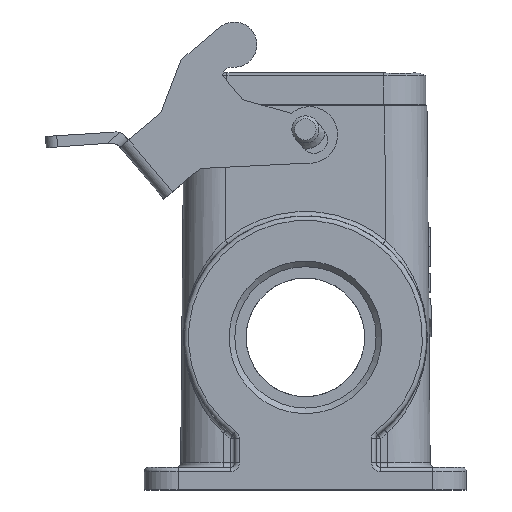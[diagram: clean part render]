
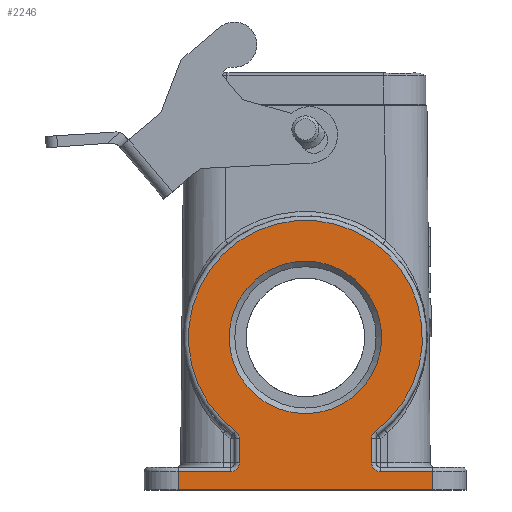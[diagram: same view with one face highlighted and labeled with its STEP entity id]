
A CAD part, left-side view. The second image highlights one B-rep face of the part: STEP entity #2246.
In plain terms, the highlighted planar face has unit normal (-1, 0, 0).
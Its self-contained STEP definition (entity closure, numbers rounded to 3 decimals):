
#2127=CARTESIAN_POINT('',(-41.,-28.5,-58.25));
#2128=DIRECTION('',(1.0,0.0,0.0));
#2129=DIRECTION('',(0.0,0.0,-1.0));
#2130=AXIS2_PLACEMENT_3D('',#2127,#2128,#2129);
#2131=PLANE('',#2130);
#2132=CARTESIAN_POINT('',(-41.,13.3,-59.05));
#2133=VERTEX_POINT('',#2132);
#2134=CARTESIAN_POINT('',(-41.,11.7,-57.45));
#2135=VERTEX_POINT('',#2134);
#2136=CARTESIAN_POINT('',(-41.,13.3,-57.45));
#2137=DIRECTION('',(-1.0,0.0,0.0));
#2138=DIRECTION('',(0.0,0.0,-1.0));
#2139=AXIS2_PLACEMENT_3D('',#2136,#2137,#2138);
#2140=CIRCLE('',#2139,1.6);
#2141=EDGE_CURVE('',#2133,#2135,#2140,.T.);
#2142=ORIENTED_EDGE('',*,*,#2141,.F.);
#2143=CARTESIAN_POINT('',(-41.,22.5,-59.05));
#2144=VERTEX_POINT('',#2143);
#2145=CARTESIAN_POINT('',(-41.,13.3,-59.05));
#2146=DIRECTION('',(0.0,1.0,0.0));
#2147=VECTOR('',#2146,9.2);
#2148=LINE('',#2145,#2147);
#2149=EDGE_CURVE('',#2133,#2144,#2148,.T.);
#2150=ORIENTED_EDGE('',*,*,#2149,.T.);
#2151=CARTESIAN_POINT('',(-41.,22.5,-62.25));
#2152=VERTEX_POINT('',#2151);
#2153=CARTESIAN_POINT('',(-41.,22.5,-59.05));
#2154=DIRECTION('',(0.0,0.0,-1.0));
#2155=VECTOR('',#2154,3.2);
#2156=LINE('',#2153,#2155);
#2157=EDGE_CURVE('',#2144,#2152,#2156,.T.);
#2158=ORIENTED_EDGE('',*,*,#2157,.T.);
#2159=CARTESIAN_POINT('',(-41.,-22.5,-62.25));
#2160=VERTEX_POINT('',#2159);
#2161=CARTESIAN_POINT('',(-41.,-22.5,-62.25));
#2162=DIRECTION('',(0.0,1.0,0.0));
#2163=VECTOR('',#2162,45.0);
#2164=LINE('',#2161,#2163);
#2165=EDGE_CURVE('',#2160,#2152,#2164,.T.);
#2166=ORIENTED_EDGE('',*,*,#2165,.F.);
#2167=CARTESIAN_POINT('',(-41.,-22.5,-59.05));
#2168=VERTEX_POINT('',#2167);
#2169=CARTESIAN_POINT('',(-41.,-22.5,-62.25));
#2170=DIRECTION('',(0.0,0.0,1.0));
#2171=VECTOR('',#2170,3.2);
#2172=LINE('',#2169,#2171);
#2173=EDGE_CURVE('',#2160,#2168,#2172,.T.);
#2174=ORIENTED_EDGE('',*,*,#2173,.T.);
#2175=CARTESIAN_POINT('',(-41.,-13.3,-59.05));
#2176=VERTEX_POINT('',#2175);
#2177=CARTESIAN_POINT('',(-41.,-22.5,-59.05));
#2178=DIRECTION('',(0.0,1.0,0.0));
#2179=VECTOR('',#2178,9.2);
#2180=LINE('',#2177,#2179);
#2181=EDGE_CURVE('',#2168,#2176,#2180,.T.);
#2182=ORIENTED_EDGE('',*,*,#2181,.T.);
#2183=CARTESIAN_POINT('',(-41.,-11.7,-57.45));
#2184=VERTEX_POINT('',#2183);
#2185=CARTESIAN_POINT('',(-41.,-13.3,-57.45));
#2186=DIRECTION('',(1.0,0.0,0.0));
#2187=DIRECTION('',(0.0,0.0,-1.0));
#2188=AXIS2_PLACEMENT_3D('',#2185,#2186,#2187);
#2189=CIRCLE('',#2188,1.6);
#2190=EDGE_CURVE('',#2176,#2184,#2189,.T.);
#2191=ORIENTED_EDGE('',*,*,#2190,.T.);
#2192=CARTESIAN_POINT('',(-41.,-11.7,-53.15));
#2193=VERTEX_POINT('',#2192);
#2194=CARTESIAN_POINT('',(-41.,-11.7,-57.45));
#2195=DIRECTION('',(0.0,0.0,1.0));
#2196=VECTOR('',#2195,4.3);
#2197=LINE('',#2194,#2196);
#2198=EDGE_CURVE('',#2184,#2193,#2197,.T.);
#2199=ORIENTED_EDGE('',*,*,#2198,.T.);
#2200=CARTESIAN_POINT('',(-41.,-12.346,-51.865));
#2201=VERTEX_POINT('',#2200);
#2202=CARTESIAN_POINT('',(-41.,-13.3,-53.15));
#2203=DIRECTION('',(-1.0,0.0,0.0));
#2204=DIRECTION('',(0.0,0.0,-1.0));
#2205=AXIS2_PLACEMENT_3D('',#2202,#2203,#2204);
#2206=CIRCLE('',#2205,1.6);
#2207=EDGE_CURVE('',#2201,#2193,#2206,.T.);
#2208=ORIENTED_EDGE('',*,*,#2207,.F.);
#2209=CARTESIAN_POINT('',(-41.,12.346,-51.865));
#2210=VERTEX_POINT('',#2209);
#2211=CARTESIAN_POINT('',(-41.,0.0,-35.25));
#2212=DIRECTION('',(-1.0,0.0,0.0));
#2213=DIRECTION('',(0.0,0.0,-1.0));
#2214=AXIS2_PLACEMENT_3D('',#2211,#2212,#2213);
#2215=CIRCLE('',#2214,20.7);
#2216=EDGE_CURVE('',#2201,#2210,#2215,.T.);
#2217=ORIENTED_EDGE('',*,*,#2216,.T.);
#2218=CARTESIAN_POINT('',(-41.,11.7,-53.15));
#2219=VERTEX_POINT('',#2218);
#2220=CARTESIAN_POINT('',(-41.,13.3,-53.15));
#2221=DIRECTION('',(-1.0,0.0,0.0));
#2222=DIRECTION('',(0.0,0.0,-1.0));
#2223=AXIS2_PLACEMENT_3D('',#2220,#2221,#2222);
#2224=CIRCLE('',#2223,1.6);
#2225=EDGE_CURVE('',#2219,#2210,#2224,.T.);
#2226=ORIENTED_EDGE('',*,*,#2225,.F.);
#2227=CARTESIAN_POINT('',(-41.,11.7,-57.45));
#2228=DIRECTION('',(0.0,0.0,1.0));
#2229=VECTOR('',#2228,4.3);
#2230=LINE('',#2227,#2229);
#2231=EDGE_CURVE('',#2135,#2219,#2230,.T.);
#2232=ORIENTED_EDGE('',*,*,#2231,.F.);
#2233=EDGE_LOOP('',(#2142,#2150,#2158,#2166,#2174,#2182,#2191,#2199,#2208,#2217,#2226,#2232));
#2234=FACE_OUTER_BOUND('',#2233,.T.);
#2235=CARTESIAN_POINT('',(-41.,0.0,-48.75));
#2236=VERTEX_POINT('',#2235);
#2237=CARTESIAN_POINT('',(-41.,0.0,-35.25));
#2238=DIRECTION('',(1.0,0.0,0.0));
#2239=DIRECTION('',(0.0,0.0,-1.0));
#2240=AXIS2_PLACEMENT_3D('',#2237,#2238,#2239);
#2241=CIRCLE('',#2240,13.5);
#2242=EDGE_CURVE('',#2236,#2236,#2241,.T.);
#2243=ORIENTED_EDGE('',*,*,#2242,.T.);
#2244=EDGE_LOOP('',(#2243));
#2245=FACE_BOUND('',#2244,.T.);
#2246=ADVANCED_FACE('',(#2234,#2245),#2131,.F.);
